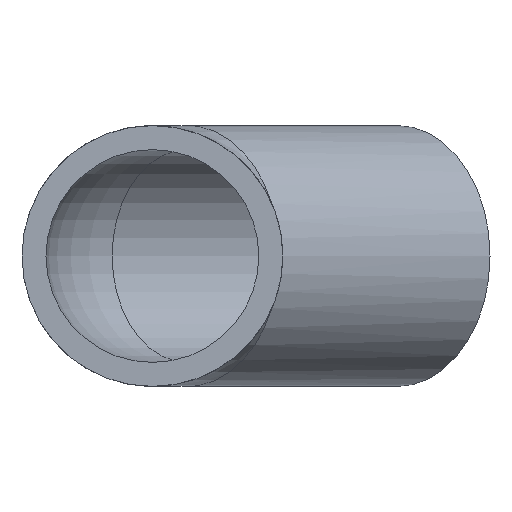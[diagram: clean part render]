
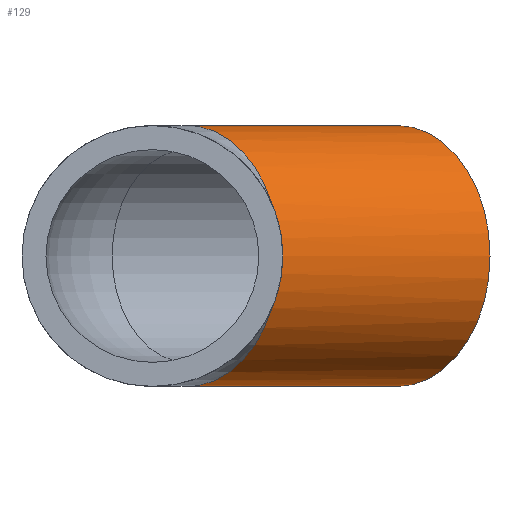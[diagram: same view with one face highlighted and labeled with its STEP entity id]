
A CAD part, front view. The second image highlights one B-rep face of the part: STEP entity #129.
In plain terms, the highlighted cylindrical face has radius 25 mm (diameter 50 mm), a full revolution.
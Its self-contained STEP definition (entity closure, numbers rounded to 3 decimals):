
#20=ELLIPSE('',#166,27.06,25.);
#21=ELLIPSE('',#168,27.06,25.);
#26=FACE_OUTER_BOUND('',#34,.T.);
#34=EDGE_LOOP('',(#104,#105,#106,#107,#108,#109));
#43=LINE('',#243,#47);
#47=VECTOR('',#202,25.);
#56=CIRCLE('',#165,25.);
#57=CIRCLE('',#167,25.);
#66=VERTEX_POINT('',#240);
#67=VERTEX_POINT('',#242);
#68=VERTEX_POINT('',#244);
#69=VERTEX_POINT('',#246);
#80=EDGE_CURVE('',#66,#66,#56,.T.);
#81=EDGE_CURVE('',#66,#67,#43,.T.);
#82=EDGE_CURVE('',#68,#67,#20,.T.);
#83=EDGE_CURVE('',#68,#69,#57,.T.);
#84=EDGE_CURVE('',#67,#69,#21,.T.);
#104=ORIENTED_EDGE('',*,*,#80,.F.);
#105=ORIENTED_EDGE('',*,*,#81,.T.);
#106=ORIENTED_EDGE('',*,*,#82,.F.);
#107=ORIENTED_EDGE('',*,*,#83,.T.);
#108=ORIENTED_EDGE('',*,*,#84,.F.);
#109=ORIENTED_EDGE('',*,*,#81,.F.);
#124=CYLINDRICAL_SURFACE('',#164,25.);
#129=ADVANCED_FACE('',(#26),#124,.T.);
#164=AXIS2_PLACEMENT_3D('',#239,#198,#199);
#165=AXIS2_PLACEMENT_3D('',#241,#200,#201);
#166=AXIS2_PLACEMENT_3D('',#245,#203,#204);
#167=AXIS2_PLACEMENT_3D('',#247,#205,#206);
#168=AXIS2_PLACEMENT_3D('',#248,#207,#208);
#198=DIRECTION('center_axis',(0.707,0.707,0.));
#199=DIRECTION('ref_axis',(-0.707,0.707,0.));
#200=DIRECTION('center_axis',(0.707,0.707,0.));
#201=DIRECTION('ref_axis',(-0.707,0.707,0.));
#202=DIRECTION('',(-0.707,-0.707,0.));
#203=DIRECTION('center_axis',(-0.383,-0.924,0.));
#204=DIRECTION('ref_axis',(-0.924,0.383,0.));
#205=DIRECTION('center_axis',(0.707,0.707,0.));
#206=DIRECTION('ref_axis',(-0.707,0.707,0.));
#207=DIRECTION('center_axis',(-0.383,-0.924,0.));
#208=DIRECTION('ref_axis',(-0.924,0.383,0.));
#239=CARTESIAN_POINT('Origin',(6.707,73.207,0.));
#240=CARTESIAN_POINT('',(64.7,95.845,0.));
#241=CARTESIAN_POINT('Origin',(47.023,113.523,0.));
#242=CARTESIAN_POINT('',(25.,56.145,0.));
#243=CARTESIAN_POINT('',(24.385,55.53,0.));
#244=CARTESIAN_POINT('',(22.9,57.015,-10.029));
#245=CARTESIAN_POINT('Origin',(0.,66.5,0.));
#246=CARTESIAN_POINT('',(22.9,57.015,10.029));
#247=CARTESIAN_POINT('Origin',(6.707,73.207,0.));
#248=CARTESIAN_POINT('Origin',(0.,66.5,0.));
